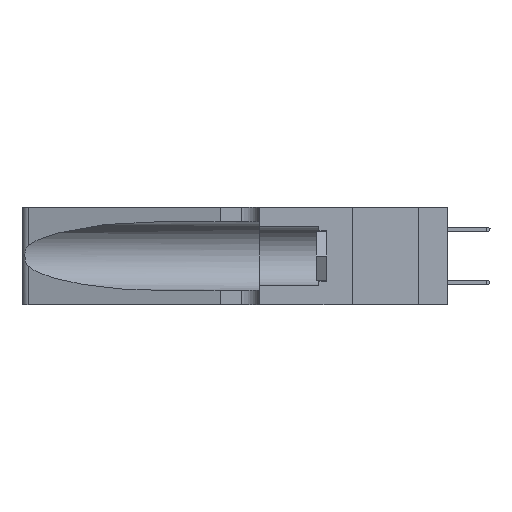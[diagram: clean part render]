
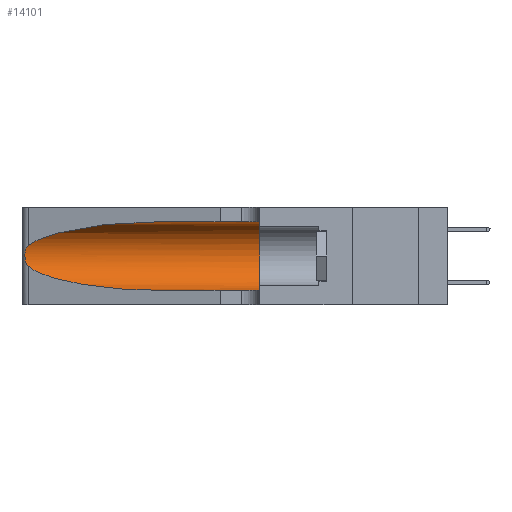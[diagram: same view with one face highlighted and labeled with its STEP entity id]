
A CAD part, left-side view. The second image highlights one B-rep face of the part: STEP entity #14101.
In plain terms, the highlighted cylindrical face has radius 3.308 mm (diameter 6.617 mm), a partial arc.
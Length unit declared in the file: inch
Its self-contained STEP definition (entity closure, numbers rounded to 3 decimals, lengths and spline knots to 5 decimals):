
#48 = VERTEX_POINT ( 'NONE', #8552 ) ;
#459 = CARTESIAN_POINT ( 'NONE',  ( 0.25789, 1.23486, 0.15765 ) ) ;
#480 = CARTESIAN_POINT ( 'NONE',  ( 0.1305, 0.35, 0.185 ) ) ;
#1124 = LINE ( 'NONE', #19745, #11704 ) ;
#1485 = LINE ( 'NONE', #3626, #10752 ) ;
#1849 = ORIENTED_EDGE ( 'NONE', *, *, #14143, .F. ) ;
#1990 = CARTESIAN_POINT ( 'NONE',  ( 0.1305, 0.72297, 0.31525 ) ) ;
#2601 = CARTESIAN_POINT ( 'NONE',  ( 0.25555, 1.22993, 0.14849 ) ) ;
#2623 = DIRECTION ( 'NONE',  ( 0., 0., 1. ) ) ;
#2700 = CARTESIAN_POINT ( 'NONE',  ( 0.18966, 0.96281, 0.31525 ) ) ;
#3626 = CARTESIAN_POINT ( 'NONE',  ( 0.1305, 1.61858, 0.05475 ) ) ;
#4462 = EDGE_CURVE ( 'NONE', #48, #22685, #19676, .T. ) ;
#5107 = CIRCLE ( 'NONE', #10278, 0.13025 ) ;
#6786 = CARTESIAN_POINT ( 'NONE',  ( 0.25787, 1.23484, 0.2124 ) ) ;
#6980 = CARTESIAN_POINT ( 'NONE',  ( 0.2373, 1.15595, 0.28018 ) ) ;
#8552 = CARTESIAN_POINT ( 'NONE',  ( 0.25487, 1.22718, 0.22369 ) ) ;
#8923 = CARTESIAN_POINT ( 'NONE',  ( 0.26018, 1.23835, 0.19895 ) ) ;
#8980 = EDGE_CURVE ( 'NONE', #13073, #10274, #5107, .T. ) ;
#10020 = CARTESIAN_POINT ( 'NONE',  ( 0.25487, 1.22718, 0.14631 ) ) ;
#10274 = VERTEX_POINT ( 'NONE', #22760 ) ;
#10278 = AXIS2_PLACEMENT_3D ( 'NONE', #480, #15145, #2623 ) ;
#10752 = VECTOR ( 'NONE', #12006, 39.37008 ) ;
#11008 = CARTESIAN_POINT ( 'NONE',  ( 0.26075, 1.23896, 0.178 ) ) ;
#11066 = ORIENTED_EDGE ( 'NONE', *, *, #8980, .F. ) ;
#11510 = DIRECTION ( 'NONE',  ( 0., 0., -1. ) ) ;
#11547 = CARTESIAN_POINT ( 'NONE',  ( 0.1305, 0.72297, 0.05475 ) ) ;
#11704 = VECTOR ( 'NONE', #26007, 39.37008 ) ;
#12006 = DIRECTION ( 'NONE',  ( 0., -1., 0. ) ) ;
#13073 = VERTEX_POINT ( 'NONE', #18709 ) ;
#13080 = CARTESIAN_POINT ( 'NONE',  ( 0.25856, 1.23593, 0.16098 ) ) ;
#13286 = EDGE_CURVE ( 'NONE', #23545, #48, #22456, .T. ) ;
#13408 = EDGE_CURVE ( 'NONE', #22685, #22399, #17714, .T. ) ;
#13467 = ORIENTED_EDGE ( 'NONE', *, *, #4462, .T. ) ;
#13516 = CARTESIAN_POINT ( 'NONE',  ( 0.25487, 1.22718, 0.14631 ) ) ;
#14101 = ADVANCED_FACE ( 'NONE', ( #19053 ), #18406, .F. ) ;
#14143 = EDGE_CURVE ( 'NONE', #23545, #13073, #1124, .T. ) ;
#15040 = CARTESIAN_POINT ( 'NONE',  ( 0.25555, 1.22994, 0.2215 ) ) ;
#15122 = CARTESIAN_POINT ( 'NONE',  ( 0.25639, 1.23186, 0.15144 ) ) ;
#15142 = CARTESIAN_POINT ( 'NONE',  ( 0.1305, 0.72297, 0.05475 ) ) ;
#15145 = DIRECTION ( 'NONE',  ( 0., 1., 0. ) ) ;
#16464 = ORIENTED_EDGE ( 'NONE', *, *, #22680, .T. ) ;
#17110 = CARTESIAN_POINT ( 'NONE',  ( 0.25487, 1.22718, 0.22369 ) ) ;
#17198 = CARTESIAN_POINT ( 'NONE',  ( 0.25487, 1.22718, 0.14631 ) ) ;
#17291 = CARTESIAN_POINT ( 'NONE',  ( 0.1305, 0.72297, 0.31525 ) ) ;
#17714 =( BOUNDED_CURVE ( )  B_SPLINE_CURVE ( 3, ( #13516, #25766, #23803, #11547 ),
 .UNSPECIFIED., .F., .T. ) 
 B_SPLINE_CURVE_WITH_KNOTS ( ( 4, 4 ),
 ( 3.44316, 4.71239 ),
 .UNSPECIFIED. ) 
 CURVE ( )  GEOMETRIC_REPRESENTATION_ITEM ( )  RATIONAL_B_SPLINE_CURVE ( ( 1., 0.87, 0.87, 1. ) ) 
 REPRESENTATION_ITEM ( '' )  );
#18406 = CYLINDRICAL_SURFACE ( 'NONE', #20474, 0.13025 ) ;
#18709 = CARTESIAN_POINT ( 'NONE',  ( 0.1305, 0.35, 0.31525 ) ) ;
#19053 = FACE_OUTER_BOUND ( 'NONE', #19866, .T. ) ;
#19156 = CARTESIAN_POINT ( 'NONE',  ( 0.25639, 1.23184, 0.21858 ) ) ;
#19655 = DIRECTION ( 'NONE',  ( 0., -1., 0. ) ) ;
#19676 = B_SPLINE_CURVE_WITH_KNOTS ( 'NONE', 3,
 ( #17110, #15040, #19156, #6786, #21220, #8923, #23272, #11008, #25322, #13080, #459, #15122, #2601, #17198 ),
 .UNSPECIFIED., .F., .F.,
 ( 4, 2, 2, 2, 2, 2, 4 ),
 ( 0., 0.00027, 0.00053, 0.00107, 0.0016, 0.00187, 0.00214 ),
 .UNSPECIFIED. ) ;
#19745 = CARTESIAN_POINT ( 'NONE',  ( 0.1305, 1.61858, 0.31525 ) ) ;
#19866 = EDGE_LOOP ( 'NONE', ( #21111, #13467, #23449, #16464, #11066, #1849 ) ) ;
#20474 = AXIS2_PLACEMENT_3D ( 'NONE', #23774, #19655, #11510 ) ;
#21111 = ORIENTED_EDGE ( 'NONE', *, *, #13286, .T. ) ;
#21220 = CARTESIAN_POINT ( 'NONE',  ( 0.25854, 1.2359, 0.20912 ) ) ;
#21392 = CARTESIAN_POINT ( 'NONE',  ( 0.25487, 1.22718, 0.22369 ) ) ;
#22399 = VERTEX_POINT ( 'NONE', #15142 ) ;
#22456 =( BOUNDED_CURVE ( )  B_SPLINE_CURVE ( 3, ( #17291, #2700, #6980, #21392 ),
 .UNSPECIFIED., .F., .T. ) 
 B_SPLINE_CURVE_WITH_KNOTS ( ( 4, 4 ),
 ( 1.5708, 2.84003 ),
 .UNSPECIFIED. ) 
 CURVE ( )  GEOMETRIC_REPRESENTATION_ITEM ( )  RATIONAL_B_SPLINE_CURVE ( ( 1., 0.87, 0.87, 1. ) ) 
 REPRESENTATION_ITEM ( '' )  );
#22680 = EDGE_CURVE ( 'NONE', #22399, #10274, #1485, .T. ) ;
#22685 = VERTEX_POINT ( 'NONE', #10020 ) ;
#22760 = CARTESIAN_POINT ( 'NONE',  ( 0.1305, 0.35, 0.05475 ) ) ;
#23272 = CARTESIAN_POINT ( 'NONE',  ( 0.26075, 1.23896, 0.19203 ) ) ;
#23449 = ORIENTED_EDGE ( 'NONE', *, *, #13408, .T. ) ;
#23545 = VERTEX_POINT ( 'NONE', #1990 ) ;
#23774 = CARTESIAN_POINT ( 'NONE',  ( 0.1305, 1.61858, 0.185 ) ) ;
#23803 = CARTESIAN_POINT ( 'NONE',  ( 0.18966, 0.96281, 0.05475 ) ) ;
#25322 = CARTESIAN_POINT ( 'NONE',  ( 0.26017, 1.23833, 0.17102 ) ) ;
#25766 = CARTESIAN_POINT ( 'NONE',  ( 0.2373, 1.15595, 0.08982 ) ) ;
#26007 = DIRECTION ( 'NONE',  ( 0., -1., 0. ) ) ;
